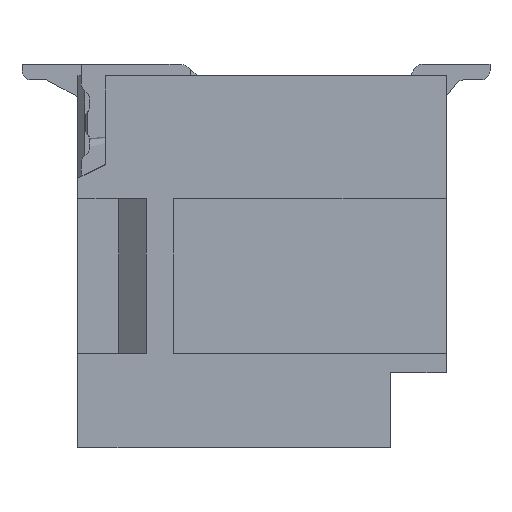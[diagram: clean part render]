
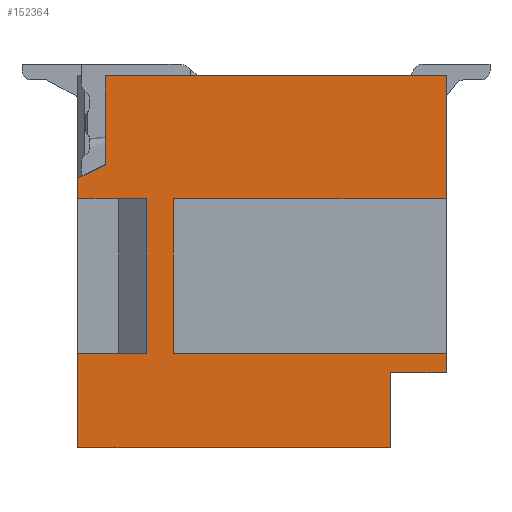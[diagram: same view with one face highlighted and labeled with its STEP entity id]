
A CAD part, front view. The second image highlights one B-rep face of the part: STEP entity #152364.
In plain terms, the highlighted planar face has unit normal (0, -1, 0).
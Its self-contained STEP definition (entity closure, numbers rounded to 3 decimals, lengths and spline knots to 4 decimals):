
#746 = VECTOR ( 'NONE', #74942, 1000. ) ;
#2260 = VERTEX_POINT ( 'NONE', #141161 ) ;
#3337 = CARTESIAN_POINT ( 'NONE',  ( 1., -18.5, -1.68 ) ) ;
#5500 = VERTEX_POINT ( 'NONE', #40242 ) ;
#5587 = LINE ( 'NONE', #84349, #62369 ) ;
#5990 = CARTESIAN_POINT ( 'NONE',  ( -0.12, -18.5, 0. ) ) ;
#6066 = ORIENTED_EDGE ( 'NONE', *, *, #95344, .F. ) ;
#11338 = CARTESIAN_POINT ( 'NONE',  ( 1.4, -18.5, -1.68 ) ) ;
#12059 = VECTOR ( 'NONE', #161406, 1000. ) ;
#12463 = VECTOR ( 'NONE', #47398, 1000. ) ;
#13122 = VERTEX_POINT ( 'NONE', #153147 ) ;
#14030 = DIRECTION ( 'NONE',  ( 0., 0., 1. ) ) ;
#14786 = EDGE_CURVE ( 'NONE', #61655, #95805, #104724, .T. ) ;
#22634 = LINE ( 'NONE', #169944, #80043 ) ;
#24173 = VECTOR ( 'NONE', #169227, 1000. ) ;
#25342 = EDGE_CURVE ( 'NONE', #2260, #157322, #143183, .T. ) ;
#27240 = CARTESIAN_POINT ( 'NONE',  ( 0., -18.5, -5.57 ) ) ;
#27632 = DIRECTION ( 'NONE',  ( 1., 0., 0. ) ) ;
#28287 = EDGE_CURVE ( 'NONE', #5500, #61655, #22634, .T. ) ;
#29495 = ORIENTED_EDGE ( 'NONE', *, *, #42726, .F. ) ;
#29607 = VERTEX_POINT ( 'NONE', #142041 ) ;
#29816 = VECTOR ( 'NONE', #137859, 1000. ) ;
#30576 = DIRECTION ( 'NONE',  ( 0.894, 0., 0.447 ) ) ;
#33469 = CARTESIAN_POINT ( 'NONE',  ( 0., -18.5, -5.57 ) ) ;
#36034 = VERTEX_POINT ( 'NONE', #70070 ) ;
#37972 = DIRECTION ( 'NONE',  ( 1., 0., 0. ) ) ;
#38088 = CARTESIAN_POINT ( 'NONE',  ( 0., -18.5, -1.5 ) ) ;
#40242 = CARTESIAN_POINT ( 'NONE',  ( 5.4, -18.5, -4.35 ) ) ;
#42572 = VERTEX_POINT ( 'NONE', #83597 ) ;
#42726 = EDGE_CURVE ( 'NONE', #58797, #71842, #90993, .T. ) ;
#42776 = CARTESIAN_POINT ( 'NONE',  ( 0., -18.5, -4.07 ) ) ;
#43764 = VECTOR ( 'NONE', #159657, 1000. ) ;
#44562 = ORIENTED_EDGE ( 'NONE', *, *, #67866, .F. ) ;
#45320 = ORIENTED_EDGE ( 'NONE', *, *, #89265, .F. ) ;
#45563 = DIRECTION ( 'NONE',  ( 1., 0., 0. ) ) ;
#47398 = DIRECTION ( 'NONE',  ( 0., 0., 1. ) ) ;
#52441 = LINE ( 'NONE', #27240, #56713 ) ;
#52585 = ORIENTED_EDGE ( 'NONE', *, *, #156836, .F. ) ;
#52793 = VECTOR ( 'NONE', #45563, 1000. ) ;
#55809 = CARTESIAN_POINT ( 'NONE',  ( 0., -18.5, -5.45 ) ) ;
#56713 = VECTOR ( 'NONE', #14030, 1000. ) ;
#58797 = VERTEX_POINT ( 'NONE', #100668 ) ;
#61655 = VERTEX_POINT ( 'NONE', #152578 ) ;
#62002 = ORIENTED_EDGE ( 'NONE', *, *, #159597, .F. ) ;
#62369 = VECTOR ( 'NONE', #120409, 1000. ) ;
#63224 = CARTESIAN_POINT ( 'NONE',  ( 0., -18.5, -1.8 ) ) ;
#67866 = EDGE_CURVE ( 'NONE', #116740, #58797, #123132, .T. ) ;
#69113 = PLANE ( 'NONE',  #89907 ) ;
#70070 = CARTESIAN_POINT ( 'NONE',  ( 5.4, -18.5, -4.07 ) ) ;
#71332 = CARTESIAN_POINT ( 'NONE',  ( -0.12, -18.5, 0.12 ) ) ;
#71842 = VERTEX_POINT ( 'NONE', #63224 ) ;
#74942 = DIRECTION ( 'NONE',  ( -1., 0., 0. ) ) ;
#75945 = DIRECTION ( 'NONE',  ( -1., 0., 0. ) ) ;
#77204 = VECTOR ( 'NONE', #153195, 1000. ) ;
#77848 = LINE ( 'NONE', #99277, #79000 ) ;
#78730 = LINE ( 'NONE', #81514, #135569 ) ;
#79000 = VECTOR ( 'NONE', #37972, 1000. ) ;
#80043 = VECTOR ( 'NONE', #156882, 1000. ) ;
#80726 = LINE ( 'NONE', #113189, #24173 ) ;
#81514 = CARTESIAN_POINT ( 'NONE',  ( 5.4, -18.5, 0.12 ) ) ;
#81791 = LINE ( 'NONE', #33469, #77204 ) ;
#82051 = EDGE_CURVE ( 'NONE', #157322, #36034, #152515, .T. ) ;
#83588 = CARTESIAN_POINT ( 'NONE',  ( 4.58, -18.5, -5.45 ) ) ;
#83597 = CARTESIAN_POINT ( 'NONE',  ( 0.4, -18.5, -1.3 ) ) ;
#84349 = CARTESIAN_POINT ( 'NONE',  ( 4.7, -18.5, -5.45 ) ) ;
#89265 = EDGE_CURVE ( 'NONE', #153886, #116740, #77848, .T. ) ;
#89833 = EDGE_CURVE ( 'NONE', #133899, #13122, #80726, .T. ) ;
#89907 = AXIS2_PLACEMENT_3D ( 'NONE', #71332, #112081, #161368 ) ;
#90440 = EDGE_CURVE ( 'NONE', #130862, #42572, #152566, .T. ) ;
#90993 = LINE ( 'NONE', #128626, #146663 ) ;
#95344 = EDGE_CURVE ( 'NONE', #95805, #133076, #5587, .T. ) ;
#95805 = VERTEX_POINT ( 'NONE', #83588 ) ;
#99277 = CARTESIAN_POINT ( 'NONE',  ( 5.52, -18.5, -4.07 ) ) ;
#99793 = EDGE_CURVE ( 'NONE', #36034, #5500, #78730, .T. ) ;
#100668 = CARTESIAN_POINT ( 'NONE',  ( 1., -18.5, -1.8 ) ) ;
#101946 = ORIENTED_EDGE ( 'NONE', *, *, #25342, .F. ) ;
#104724 = LINE ( 'NONE', #105794, #43764 ) ;
#105794 = CARTESIAN_POINT ( 'NONE',  ( 4.58, -18.5, -4.23 ) ) ;
#112081 = DIRECTION ( 'NONE',  ( 0., 1., 0. ) ) ;
#113189 = CARTESIAN_POINT ( 'NONE',  ( 5.4, -18.5, 0.12 ) ) ;
#114344 = CARTESIAN_POINT ( 'NONE',  ( 0.4, -18.5, -1.42 ) ) ;
#116740 = VERTEX_POINT ( 'NONE', #135374 ) ;
#117118 = CARTESIAN_POINT ( 'NONE',  ( -0.1073, -18.5, -1.5537 ) ) ;
#117715 = EDGE_CURVE ( 'NONE', #13122, #2260, #168307, .T. ) ;
#118202 = FACE_OUTER_BOUND ( 'NONE', #142310, .T. ) ;
#120409 = DIRECTION ( 'NONE',  ( -1., 0., 0. ) ) ;
#123132 = LINE ( 'NONE', #3337, #12059 ) ;
#124379 = LINE ( 'NONE', #114344, #12463 ) ;
#127608 = CARTESIAN_POINT ( 'NONE',  ( -0.12, -18.5, -1.8 ) ) ;
#128626 = CARTESIAN_POINT ( 'NONE',  ( -0.12, -18.5, -1.8 ) ) ;
#129060 = EDGE_CURVE ( 'NONE', #29607, #133899, #167802, .T. ) ;
#130862 = VERTEX_POINT ( 'NONE', #38088 ) ;
#131833 = CARTESIAN_POINT ( 'NONE',  ( 5.52, -18.5, -4.07 ) ) ;
#132851 = ORIENTED_EDGE ( 'NONE', *, *, #14786, .F. ) ;
#133076 = VERTEX_POINT ( 'NONE', #55809 ) ;
#133899 = VERTEX_POINT ( 'NONE', #140509 ) ;
#135374 = CARTESIAN_POINT ( 'NONE',  ( 1., -18.5, -4.07 ) ) ;
#135448 = ORIENTED_EDGE ( 'NONE', *, *, #82051, .F. ) ;
#135569 = VECTOR ( 'NONE', #146331, 1000. ) ;
#135795 = ORIENTED_EDGE ( 'NONE', *, *, #141507, .F. ) ;
#137859 = DIRECTION ( 'NONE',  ( 0., 0., -1. ) ) ;
#138339 = ORIENTED_EDGE ( 'NONE', *, *, #117715, .F. ) ;
#140509 = CARTESIAN_POINT ( 'NONE',  ( 5.4, -18.5, 0. ) ) ;
#141161 = CARTESIAN_POINT ( 'NONE',  ( 1.4, -18.5, -1.8 ) ) ;
#141507 = EDGE_CURVE ( 'NONE', #71842, #130862, #52441, .T. ) ;
#142041 = CARTESIAN_POINT ( 'NONE',  ( 0.4, -18.5, 0. ) ) ;
#142310 = EDGE_LOOP ( 'NONE', ( #135795, #29495, #44562, #45320, #52585, #6066, #132851, #154855, #146180, #135448, #101946, #138339, #155585, #165792, #62002, #153430 ) ) ;
#143183 = LINE ( 'NONE', #11338, #29816 ) ;
#144941 = CARTESIAN_POINT ( 'NONE',  ( 1.4, -18.5, -4.07 ) ) ;
#146180 = ORIENTED_EDGE ( 'NONE', *, *, #99793, .F. ) ;
#146331 = DIRECTION ( 'NONE',  ( 0., 0., -1. ) ) ;
#146663 = VECTOR ( 'NONE', #75945, 1000. ) ;
#149990 = VECTOR ( 'NONE', #27632, 1000. ) ;
#152364 = ADVANCED_FACE ( 'NONE', ( #118202 ), #69113, .F. ) ;
#152515 = LINE ( 'NONE', #131833, #149990 ) ;
#152566 = LINE ( 'NONE', #117118, #154844 ) ;
#152578 = CARTESIAN_POINT ( 'NONE',  ( 4.58, -18.5, -4.35 ) ) ;
#153147 = CARTESIAN_POINT ( 'NONE',  ( 5.4, -18.5, -1.8 ) ) ;
#153195 = DIRECTION ( 'NONE',  ( 0., 0., 1. ) ) ;
#153430 = ORIENTED_EDGE ( 'NONE', *, *, #90440, .F. ) ;
#153886 = VERTEX_POINT ( 'NONE', #42776 ) ;
#154844 = VECTOR ( 'NONE', #30576, 1000. ) ;
#154855 = ORIENTED_EDGE ( 'NONE', *, *, #28287, .F. ) ;
#155585 = ORIENTED_EDGE ( 'NONE', *, *, #89833, .F. ) ;
#156836 = EDGE_CURVE ( 'NONE', #133076, #153886, #81791, .T. ) ;
#156882 = DIRECTION ( 'NONE',  ( -1., 0., 0. ) ) ;
#157322 = VERTEX_POINT ( 'NONE', #144941 ) ;
#159597 = EDGE_CURVE ( 'NONE', #42572, #29607, #124379, .T. ) ;
#159657 = DIRECTION ( 'NONE',  ( 0., 0., -1. ) ) ;
#161368 = DIRECTION ( 'NONE',  ( 1., 0., 0. ) ) ;
#161406 = DIRECTION ( 'NONE',  ( 0., 0., 1. ) ) ;
#165792 = ORIENTED_EDGE ( 'NONE', *, *, #129060, .F. ) ;
#167802 = LINE ( 'NONE', #5990, #52793 ) ;
#168307 = LINE ( 'NONE', #127608, #746 ) ;
#169227 = DIRECTION ( 'NONE',  ( 0., 0., -1. ) ) ;
#169944 = CARTESIAN_POINT ( 'NONE',  ( 5.52, -18.5, -4.35 ) ) ;
